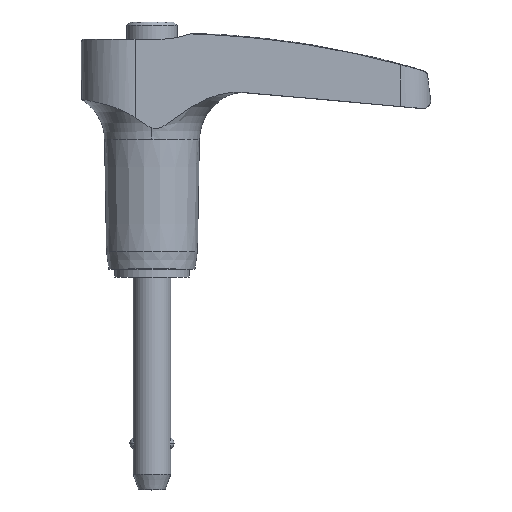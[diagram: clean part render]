
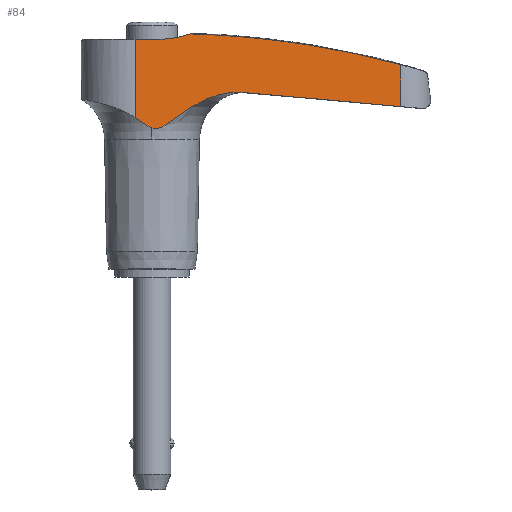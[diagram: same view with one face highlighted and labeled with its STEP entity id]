
A CAD part, top view. The second image highlights one B-rep face of the part: STEP entity #84.
In plain terms, the highlighted planar face has unit normal (0.068, 0, 0.998).
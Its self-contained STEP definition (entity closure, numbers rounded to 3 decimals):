
#84=ADVANCED_FACE('',(#221),#222,.T.);
#221=FACE_OUTER_BOUND('',#413,.T.);
#222=PLANE('',#414);
#413=EDGE_LOOP('',(#599,#600,#601,#602,#603,#604,#605,#606,#607));
#414=AXIS2_PLACEMENT_3D('',#608,#609,#610);
#599=ORIENTED_EDGE('',*,*,#1147,.T.);
#600=ORIENTED_EDGE('',*,*,#1148,.F.);
#601=ORIENTED_EDGE('',*,*,#1149,.T.);
#602=ORIENTED_EDGE('',*,*,#1150,.T.);
#603=ORIENTED_EDGE('',*,*,#1151,.T.);
#604=ORIENTED_EDGE('',*,*,#1152,.T.);
#605=ORIENTED_EDGE('',*,*,#1153,.T.);
#606=ORIENTED_EDGE('',*,*,#1154,.T.);
#607=ORIENTED_EDGE('',*,*,#1155,.T.);
#608=CARTESIAN_POINT('',(14.654,0.0,5.195));
#609=DIRECTION('',(0.068,0.,0.998));
#610=DIRECTION('',(0.998,0.,-0.068));
#1147=EDGE_CURVE('',#1361,#1362,#1363,.T.);
#1148=EDGE_CURVE('',#1364,#1362,#1365,.T.);
#1149=EDGE_CURVE('',#1364,#1366,#1367,.T.);
#1150=EDGE_CURVE('',#1366,#1368,#1369,.T.);
#1151=EDGE_CURVE('',#1368,#1370,#1371,.T.);
#1152=EDGE_CURVE('',#1370,#1372,#1373,.T.);
#1153=EDGE_CURVE('',#1372,#1374,#1375,.T.);
#1154=EDGE_CURVE('',#1374,#1376,#1377,.T.);
#1155=EDGE_CURVE('',#1376,#1361,#1378,.T.);
#1361=VERTEX_POINT('',#1672);
#1362=VERTEX_POINT('',#1673);
#1363=LINE('',#1674,#1675);
#1364=VERTEX_POINT('',#1676);
#1365=LINE('',#1677,#1678);
#1366=VERTEX_POINT('',#1679);
#1367=B_SPLINE_CURVE_WITH_KNOTS('',3,(#1680,#1681,#1682,#1683,#1684,#1685,#1686,#1687,#1688,#1689,#1690,#1691),.UNSPECIFIED.,.F.,.F.,(4,2,2,2,2,4),(35.54,36.518,37.569,38.261,38.753,38.998),.UNSPECIFIED.);
#1368=VERTEX_POINT('',#1692);
#1369=LINE('',#1693,#1694);
#1370=VERTEX_POINT('',#1695);
#1371=B_SPLINE_CURVE_WITH_KNOTS('',3,(#1696,#1697,#1698,#1699,#1700,#1701,#1702,#1703,#1704,#1705,#1706,#1707,#1708,#1709,#1710,#1711,#1712,#1713,#1714,#1715,#1716,#1717,#1718,#1719,#1720,#1721,#1722,#1723,#1724,#1725,#1726,#1727,#1728,#1729),.UNSPECIFIED.,.F.,.F.,(4,2,2,2,2,2,2,2,2,2,2,2,2,2,2,2,4),(40.115,40.363,40.612,40.86,41.108,41.605,42.312,43.397,44.407,45.813,47.219,48.575,49.253,49.932,51.094,52.257,53.447),.UNSPECIFIED.);
#1372=VERTEX_POINT('',#1730);
#1373=(B_SPLINE_CURVE(2,(#1732,#1733,#1734),.UNSPECIFIED.,.F.,.F.)B_SPLINE_CURVE_WITH_KNOTS((3,3),(0.0,63.151),.UNSPECIFIED.)RATIONAL_B_SPLINE_CURVE((1.0,5.195,1.0))BOUNDED_CURVE()REPRESENTATION_ITEM('')GEOMETRIC_REPRESENTATION_ITEM()CURVE());
#1374=VERTEX_POINT('',#1741);
#1375=LINE('',#1742,#1743);
#1376=VERTEX_POINT('',#1744);
#1377=B_SPLINE_CURVE_WITH_KNOTS('',3,(#1745,#1746,#1747,#1748,#1749,#1750,#1751,#1752,#1753,#1754,#1755,#1756,#1757,#1758,#1759,#1760),.UNSPECIFIED.,.F.,.F.,(4,2,2,2,2,2,2,4),(301.19,307.013,312.836,318.66,324.483,330.306,336.129,341.952),.UNSPECIFIED.);
#1378=CIRCLE('',#1761,14.625);
#1672=CARTESIAN_POINT('',(-0.991,30.09,6.257));
#1673=CARTESIAN_POINT('',(-2.143,30.09,6.335));
#1674=CARTESIAN_POINT('',(7.787,30.09,5.661));
#1675=VECTOR('',#2966,1.0);
#1676=CARTESIAN_POINT('',(-2.143,20.158,6.335));
#1677=CARTESIAN_POINT('',(-2.143,0.0,6.335));
#1678=VECTOR('',#2967,1.0);
#1679=CARTESIAN_POINT('',(0.,18.892,6.19));
#1680=CARTESIAN_POINT('',(-2.967,20.742,6.391));
#1681=CARTESIAN_POINT('',(-2.699,20.557,6.373));
#1682=CARTESIAN_POINT('',(-2.381,20.329,6.352));
#1683=CARTESIAN_POINT('',(-1.833,19.935,6.314));
#1684=CARTESIAN_POINT('',(-1.492,19.69,6.291));
#1685=CARTESIAN_POINT('',(-1.008,19.37,6.258));
#1686=CARTESIAN_POINT('',(-0.773,19.224,6.242));
#1687=CARTESIAN_POINT('',(-0.423,19.043,6.219));
#1688=CARTESIAN_POINT('',(-0.259,18.969,6.208));
#1689=CARTESIAN_POINT('',(-0.005,18.891,6.19));
#1690=CARTESIAN_POINT('',(0.081,18.871,6.184));
#1691=CARTESIAN_POINT('',(0.166,18.857,6.179));
#1692=CARTESIAN_POINT('',(0.,18.821,6.19));
#1693=CARTESIAN_POINT('',(0.0,12.338,6.19));
#1694=VECTOR('',#2968,1.0);
#1695=CARTESIAN_POINT('',(11.406,23.339,5.416));
#1696=CARTESIAN_POINT('',(-0.095,18.848,6.196));
#1697=CARTESIAN_POINT('',(-0.009,18.821,6.191));
#1698=CARTESIAN_POINT('',(0.078,18.8,6.185));
#1699=CARTESIAN_POINT('',(0.25,18.772,6.173));
#1700=CARTESIAN_POINT('',(0.336,18.765,6.167));
#1701=CARTESIAN_POINT('',(0.501,18.765,6.156));
#1702=CARTESIAN_POINT('',(0.587,18.772,6.15));
#1703=CARTESIAN_POINT('',(0.759,18.8,6.138));
#1704=CARTESIAN_POINT('',(0.846,18.821,6.132));
#1705=CARTESIAN_POINT('',(1.102,18.902,6.115));
#1706=CARTESIAN_POINT('',(1.267,18.978,6.104));
#1707=CARTESIAN_POINT('',(1.621,19.165,6.08));
#1708=CARTESIAN_POINT('',(1.859,19.317,6.064));
#1709=CARTESIAN_POINT('',(2.353,19.652,6.03));
#1710=CARTESIAN_POINT('',(2.701,19.909,6.007));
#1711=CARTESIAN_POINT('',(3.263,20.322,5.968));
#1712=CARTESIAN_POINT('',(3.589,20.561,5.946));
#1713=CARTESIAN_POINT('',(4.246,21.025,5.902));
#1714=CARTESIAN_POINT('',(4.672,21.313,5.873));
#1715=CARTESIAN_POINT('',(5.55,21.848,5.813));
#1716=CARTESIAN_POINT('',(6.,22.094,5.783));
#1717=CARTESIAN_POINT('',(6.828,22.493,5.726));
#1718=CARTESIAN_POINT('',(7.285,22.686,5.695));
#1719=CARTESIAN_POINT('',(7.987,22.925,5.648));
#1720=CARTESIAN_POINT('',(8.224,22.996,5.632));
#1721=CARTESIAN_POINT('',(8.692,23.119,5.6));
#1722=CARTESIAN_POINT('',(8.922,23.171,5.584));
#1723=CARTESIAN_POINT('',(9.524,23.284,5.543));
#1724=CARTESIAN_POINT('',(9.945,23.337,5.515));
#1725=CARTESIAN_POINT('',(10.791,23.376,5.457));
#1726=CARTESIAN_POINT('',(11.215,23.362,5.429));
#1727=CARTESIAN_POINT('',(11.993,23.278,5.376));
#1728=CARTESIAN_POINT('',(12.421,23.2,5.347));
#1729=CARTESIAN_POINT('',(12.836,23.081,5.318));
#1730=CARTESIAN_POINT('',(31.451,21.561,4.055));
#1732=CARTESIAN_POINT('',(-30.992,21.526,8.294));
#1733=CARTESIAN_POINT('',(0.418,24.405,6.162));
#1734=CARTESIAN_POINT('',(31.829,21.526,4.029));
#1741=CARTESIAN_POINT('',(31.451,26.858,4.055));
#1742=CARTESIAN_POINT('',(31.451,0.0,4.055));
#1743=VECTOR('',#2969,1.0);
#1744=CARTESIAN_POINT('',(4.934,30.74,5.855));
#1745=CARTESIAN_POINT('',(37.043,25.188,3.675));
#1746=CARTESIAN_POINT('',(35.079,25.83,3.808));
#1747=CARTESIAN_POINT('',(33.077,26.425,3.944));
#1748=CARTESIAN_POINT('',(29.022,27.506,4.22));
#1749=CARTESIAN_POINT('',(26.97,27.992,4.359));
#1750=CARTESIAN_POINT('',(22.84,28.848,4.639));
#1751=CARTESIAN_POINT('',(20.761,29.217,4.78));
#1752=CARTESIAN_POINT('',(16.607,29.837,5.062));
#1753=CARTESIAN_POINT('',(14.531,30.087,5.203));
#1754=CARTESIAN_POINT('',(10.411,30.471,5.483));
#1755=CARTESIAN_POINT('',(8.366,30.605,5.622));
#1756=CARTESIAN_POINT('',(4.338,30.773,5.895));
#1757=CARTESIAN_POINT('',(2.355,30.807,6.03));
#1758=CARTESIAN_POINT('',(-1.518,30.807,6.293));
#1759=CARTESIAN_POINT('',(-3.501,30.773,6.428));
#1760=CARTESIAN_POINT('',(-5.515,30.689,6.564));
#1761=AXIS2_PLACEMENT_3D('',#2970,#2971,#2972);
#2966=DIRECTION('',(-0.998,0.,0.068));
#2967=DIRECTION('',(0.0,1.0,0.));
#2968=DIRECTION('',(0.,-1.0,0.));
#2969=DIRECTION('',(0.0,1.0,0.));
#2970=CARTESIAN_POINT('',(0.418,44.647,6.162));
#2971=DIRECTION('',(-0.068,0.,-0.998));
#2972=DIRECTION('',(0.,1.0,0.));
